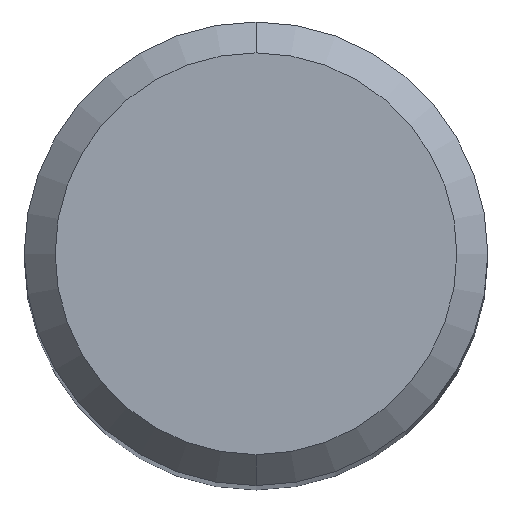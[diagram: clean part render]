
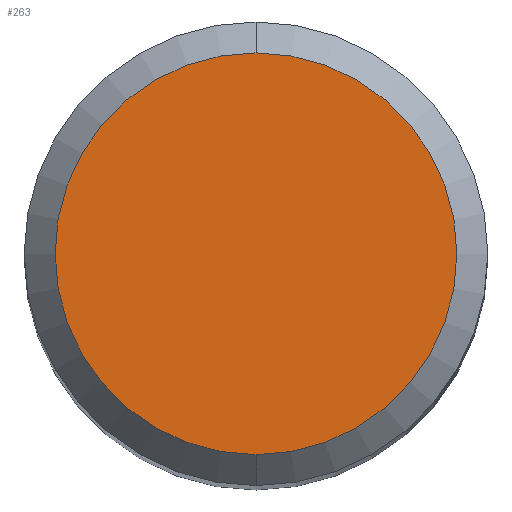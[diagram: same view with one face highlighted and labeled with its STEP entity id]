
A CAD part, top view. The second image highlights one B-rep face of the part: STEP entity #263.
In plain terms, the highlighted planar face has unit normal (0, 0, 1).
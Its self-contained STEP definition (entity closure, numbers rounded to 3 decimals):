
#263=ADVANCED_FACE('',(#582),#583,.T.);
#291=EDGE_CURVE('',#361,#369,#614,.T.);
#299=EDGE_CURVE('',#369,#361,#622,.T.);
#361=VERTEX_POINT('',#688);
#369=VERTEX_POINT('',#696);
#582=FACE_OUTER_BOUND('',#1055,.T.);
#583=PLANE('',#1056);
#614=CIRCLE('',#1104,2.6);
#622=CIRCLE('',#1116,2.6);
#688=CARTESIAN_POINT('',(0.0,2.6,0.0));
#696=CARTESIAN_POINT('',(0.,-2.6,0.0));
#1055=EDGE_LOOP('',(#1584,#1585));
#1056=AXIS2_PLACEMENT_3D('',#1586,#1587,#1588);
#1104=AXIS2_PLACEMENT_3D('',#1621,#1622,#1623);
#1116=AXIS2_PLACEMENT_3D('',#1628,#1629,#1630);
#1584=ORIENTED_EDGE('',*,*,#291,.F.);
#1585=ORIENTED_EDGE('',*,*,#299,.F.);
#1586=CARTESIAN_POINT('',(0.0,1.3,0.0));
#1587=DIRECTION('',(-0.0,0.0,1.0));
#1588=DIRECTION('',(0.0,-1.0,0.0));
#1621=CARTESIAN_POINT('',(0.0,0.0,0.0));
#1622=DIRECTION('',(0.0,0.0,-1.0));
#1623=DIRECTION('',(0.0,1.0,0.0));
#1628=CARTESIAN_POINT('',(0.0,0.0,0.0));
#1629=DIRECTION('',(0.0,0.0,-1.0));
#1630=DIRECTION('',(0.0,1.0,0.0));
